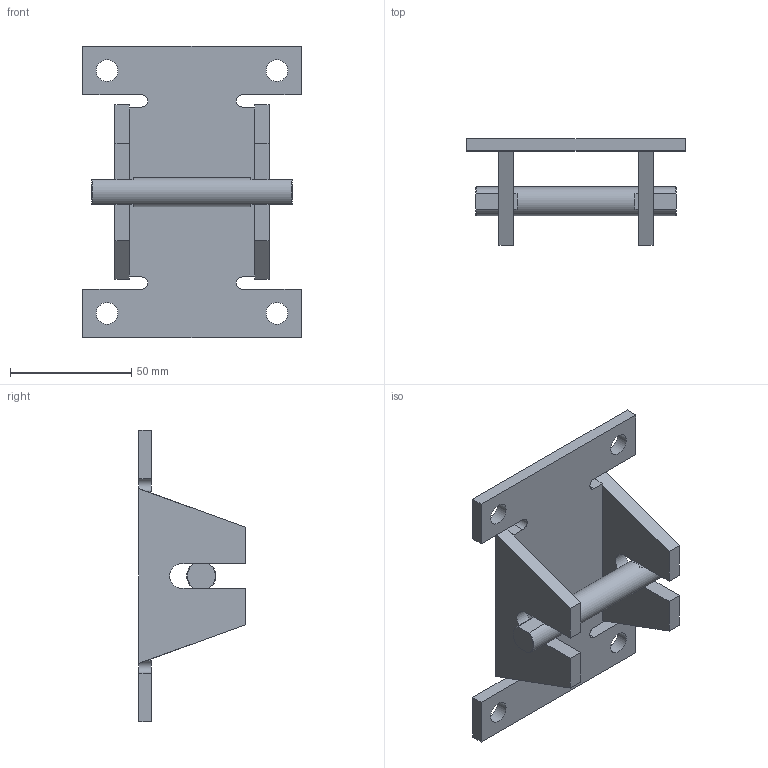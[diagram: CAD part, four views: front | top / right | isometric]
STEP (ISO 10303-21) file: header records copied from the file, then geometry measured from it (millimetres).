
FILE_DESCRIPTION( ( 'STEP AP203' ), '1' );
FILE_NAME( '50PL225_5.stp', '2020-06-02T14:10:54', ( 'License CC BY-ND 4.0' ), ( 'CADENAS' ), ' ', 'PARTsolutions', ' ' );
FILE_SCHEMA( ( 'CONFIG_CONTROL_DESIGN' ) );
Length unit declared in the file: millimetre
Products named in the file (1): _50PL225/5
Bounding box: 90 x 43.7 x 120 mm (x, y, z)
Volume: 71447.9 mm3; surface area: 31311 mm2
Topology: 1 solids, 1 shells, 73 faces, 205 edges, 128 vertices
Faces by surface type: plane 58, cylinder 11, cone 4
Full cylindrical faces by diameter (mm): 9 x4, 12 x1
Entity records: 2358 total; most frequent: CARTESIAN_POINT 426, ORIENTED_EDGE 400, DIRECTION 372, EDGE_CURVE 200, LINE 160, VECTOR 160, VERTEX_POINT 128, AXIS2_PLACEMENT_3D 106
